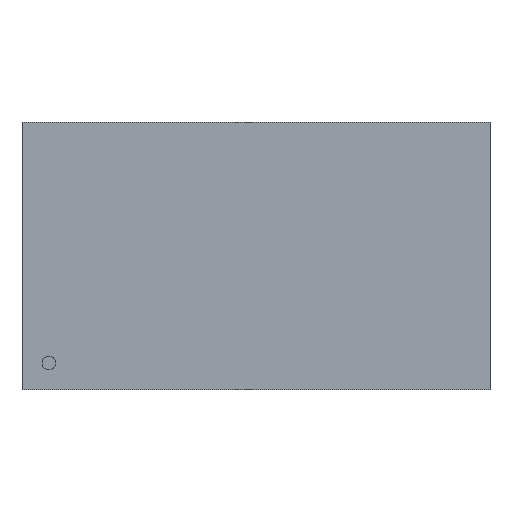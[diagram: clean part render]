
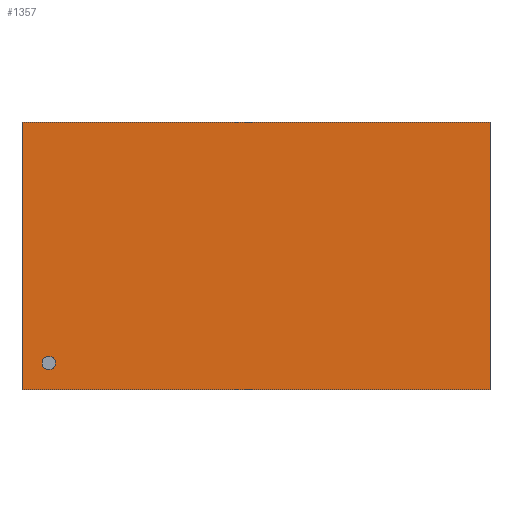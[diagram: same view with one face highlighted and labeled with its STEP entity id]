
A CAD part, top view. The second image highlights one B-rep face of the part: STEP entity #1357.
In plain terms, the highlighted planar face has unit normal (0, 0, 1).
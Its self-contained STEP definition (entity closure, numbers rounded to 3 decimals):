
#1236 = VERTEX_POINT('',#1237);
#1237 = CARTESIAN_POINT('',(6.998,4.,1.194));
#1243 = EDGE_CURVE('',#1244,#1236,#1246,.T.);
#1244 = VERTEX_POINT('',#1245);
#1245 = CARTESIAN_POINT('',(6.998,-4.,1.194));
#1246 = LINE('',#1247,#1248);
#1247 = CARTESIAN_POINT('',(6.998,-4.,1.194));
#1248 = VECTOR('',#1249,1.);
#1249 = DIRECTION('',(0.,1.,0.));
#1274 = VERTEX_POINT('',#1275);
#1275 = CARTESIAN_POINT('',(-6.998,4.,1.194));
#1281 = EDGE_CURVE('',#1236,#1274,#1282,.T.);
#1282 = LINE('',#1283,#1284);
#1283 = CARTESIAN_POINT('',(6.998,4.,1.194));
#1284 = VECTOR('',#1285,1.);
#1285 = DIRECTION('',(-1.,0.,0.));
#1305 = VERTEX_POINT('',#1306);
#1306 = CARTESIAN_POINT('',(-6.998,-4.,1.194));
#1312 = EDGE_CURVE('',#1274,#1305,#1313,.T.);
#1313 = LINE('',#1314,#1315);
#1314 = CARTESIAN_POINT('',(-6.998,4.,1.194));
#1315 = VECTOR('',#1316,1.);
#1316 = DIRECTION('',(0.,-1.,0.));
#1334 = EDGE_CURVE('',#1305,#1244,#1335,.T.);
#1335 = LINE('',#1336,#1337);
#1336 = CARTESIAN_POINT('',(-6.998,-4.,1.194));
#1337 = VECTOR('',#1338,1.);
#1338 = DIRECTION('',(1.,0.,0.));
#1357 = ADVANCED_FACE('',(#1358),#1364,.T.);
#1358 = FACE_BOUND('',#1359,.T.);
#1359 = EDGE_LOOP('',(#1360,#1361,#1362,#1363));
#1360 = ORIENTED_EDGE('',*,*,#1243,.T.);
#1361 = ORIENTED_EDGE('',*,*,#1281,.T.);
#1362 = ORIENTED_EDGE('',*,*,#1312,.T.);
#1363 = ORIENTED_EDGE('',*,*,#1334,.T.);
#1364 = PLANE('',#1365);
#1365 = AXIS2_PLACEMENT_3D('',#1366,#1367,#1368);
#1366 = CARTESIAN_POINT('',(6.998,-4.,1.194));
#1367 = DIRECTION('',(0.,0.,1.));
#1368 = DIRECTION('',(-1.,0.,0.));
